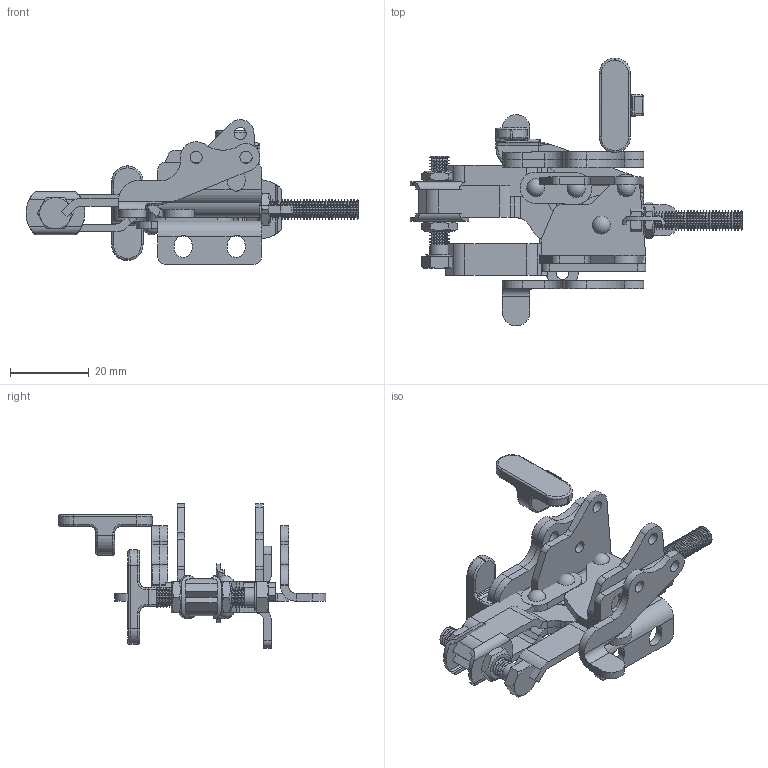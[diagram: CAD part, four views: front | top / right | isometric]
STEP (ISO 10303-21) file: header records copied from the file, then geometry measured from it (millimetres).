
FILE_DESCRIPTION( ( 'Unknown' ), '1' );
FILE_NAME( '105_UPINKA.stp', 'Unknown', ( 'Unknown' ), ( 'Unknown' ), 'PSStep 14.0', 'Unknown', ' ' );
FILE_SCHEMA( ( 'AUTOMOTIVE_DESIGN { 1 0 10303 214 1 1 1 1 }' ) );
Length unit declared in the file: millimetre
Products named in the file (20): 105003-S_OVLADACI PAKA; Assem1; 105003_OVLADACI PAKA L; 105004_OVLADACI PAKA P; 105001_TELO L; 105002_TELO P; 105008_NYT 3x10; 105008_NYT 3x10-oa0; 105008_NYT 3x10-oa1; 105008_NYT 3x10-oa2; 800003_MATICE M5_DIN4398; 800003_MATICE M5_DIN4398-oa3; 930002_PODLOZKA M5; 930002_PODLOZKA M5-oa4; 105007_TAHLO; 105007_TAHLO-oa5; 800055_SROUB M5X35-CSN ISO 4017; 105005_UPINACI PAKA L; 105006_UPINACI PAKA P; 105_PLASTOVA RUKOJET NAMACENA
Bounding box: 84.55 x 68.17 x 36.81 mm (x, y, z)
Volume: 18184.3 mm3; surface area: 24378 mm2
Topology: 38 solids, 38 shells, 1010 faces, 2434 edges, 1494 vertices
Faces by surface type: cylinder 360, plane 312, cone 158, torus 94, bspline 66, sphere 16, extrusion 4
Full cylindrical faces by diameter (mm): 3 x16, 3.1 x28, 4.134 x12, 5 x58, 5.2 x4, 6.88 x2
Entity records: 18363 total; most frequent: CARTESIAN_POINT 4041, DIRECTION 2171, ORIENTED_EDGE 1902, EDGE_CURVE 951, AXIS2_PLACEMENT_3D 886, EDGE_LOOP 698, VERTEX_POINT 679, FACE_OUTER_BOUND 571
